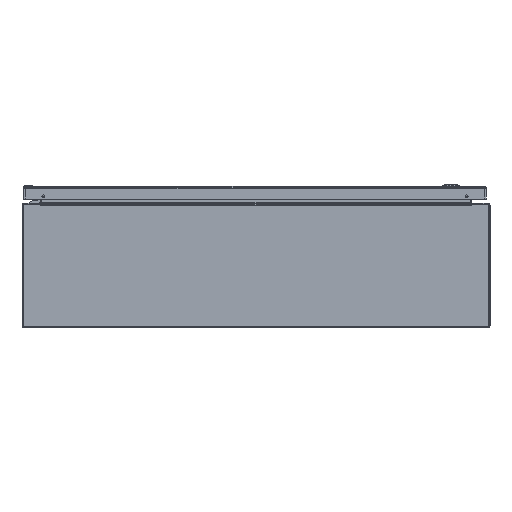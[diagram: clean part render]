
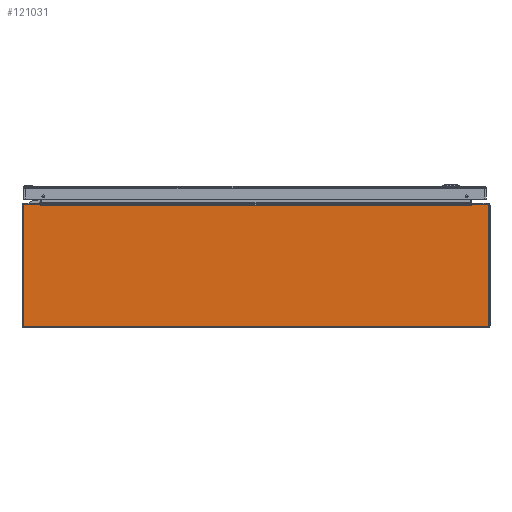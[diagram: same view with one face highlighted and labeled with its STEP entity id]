
A CAD part, front view. The second image highlights one B-rep face of the part: STEP entity #121031.
In plain terms, the highlighted planar face has unit normal (0, -1, 0).
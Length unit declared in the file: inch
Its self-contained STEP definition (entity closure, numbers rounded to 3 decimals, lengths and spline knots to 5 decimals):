
#1326 = CARTESIAN_POINT ( 'NONE',  ( 13.81836, -24., 3.91 ) ) ;
#1996 = DIRECTION ( 'NONE',  ( 0., 1., 0. ) ) ;
#2360 = ORIENTED_EDGE ( 'NONE', *, *, #93179, .F. ) ;
#3709 = DIRECTION ( 'NONE',  ( 0., 0., -1. ) ) ;
#3908 = ORIENTED_EDGE ( 'NONE', *, *, #135205, .F. ) ;
#5101 = CARTESIAN_POINT ( 'NONE',  ( -14.857, -24., -3.937 ) ) ;
#5625 = DIRECTION ( 'NONE',  ( 0., 0., -1. ) ) ;
#6222 = EDGE_CURVE ( 'NONE', #36033, #112467, #27845, .T. ) ;
#6996 = ORIENTED_EDGE ( 'NONE', *, *, #74710, .F. ) ;
#8266 = CARTESIAN_POINT ( 'NONE',  ( -14.937, -24., -3.857 ) ) ;
#10266 = DIRECTION ( 'NONE',  ( 0.174, 0., -0.985 ) ) ;
#10354 = VECTOR ( 'NONE', #15638, 39.37008 ) ;
#11313 = DIRECTION ( 'NONE',  ( 0., 0., 1. ) ) ;
#11948 = AXIS2_PLACEMENT_3D ( 'NONE', #128966, #17001, #5625 ) ;
#12955 = CARTESIAN_POINT ( 'NONE',  ( -14.937, -24., 0. ) ) ;
#15638 = DIRECTION ( 'NONE',  ( -1., 0., 0. ) ) ;
#16027 = EDGE_CURVE ( 'NONE', #132683, #44433, #87293, .T. ) ;
#17001 = DIRECTION ( 'NONE',  ( 0., 1., 0. ) ) ;
#17040 = VERTEX_POINT ( 'NONE', #70725 ) ;
#19629 = CARTESIAN_POINT ( 'NONE',  ( -14.857, -24., -3.857 ) ) ;
#20305 = VERTEX_POINT ( 'NONE', #150669 ) ;
#23830 = EDGE_CURVE ( 'NONE', #92943, #36033, #96466, .T. ) ;
#23851 = DIRECTION ( 'NONE',  ( 1., 0., 0. ) ) ;
#24015 = VECTOR ( 'NONE', #11313, 39.37008 ) ;
#24770 = CIRCLE ( 'NONE', #133511, 0.08 ) ;
#26516 = VERTEX_POINT ( 'NONE', #8266 ) ;
#27839 = CARTESIAN_POINT ( 'NONE',  ( -13.798, -24., 3.883 ) ) ;
#27845 = LINE ( 'NONE', #78111, #10354 ) ;
#28284 = ORIENTED_EDGE ( 'NONE', *, *, #160119, .F. ) ;
#32525 = CIRCLE ( 'NONE', #53265, 0.08 ) ;
#35300 = ORIENTED_EDGE ( 'NONE', *, *, #6222, .T. ) ;
#36033 = VERTEX_POINT ( 'NONE', #149575 ) ;
#36108 = DIRECTION ( 'NONE',  ( 0., -1., 0. ) ) ;
#39910 = DIRECTION ( 'NONE',  ( 1., 0., 0. ) ) ;
#40160 = AXIS2_PLACEMENT_3D ( 'NONE', #97740, #36108, #69452 ) ;
#43595 = EDGE_CURVE ( 'NONE', #20305, #82612, #62627, .T. ) ;
#44433 = VERTEX_POINT ( 'NONE', #137990 ) ;
#48460 = VERTEX_POINT ( 'NONE', #134811 ) ;
#48520 = ORIENTED_EDGE ( 'NONE', *, *, #153105, .F. ) ;
#49490 = VERTEX_POINT ( 'NONE', #5101 ) ;
#53265 = AXIS2_PLACEMENT_3D ( 'NONE', #140683, #1996, #139907 ) ;
#57312 = EDGE_CURVE ( 'NONE', #112467, #82612, #76100, .T. ) ;
#58936 = CARTESIAN_POINT ( 'NONE',  ( -14.857, -24., 3.937 ) ) ;
#60153 = AXIS2_PLACEMENT_3D ( 'NONE', #74152, #154180, #103092 ) ;
#62627 = LINE ( 'NONE', #139703, #78641 ) ;
#68405 = VERTEX_POINT ( 'NONE', #78110 ) ;
#69452 = DIRECTION ( 'NONE',  ( 0., 0., -1. ) ) ;
#70725 = CARTESIAN_POINT ( 'NONE',  ( -13.82312, -24., 3.937 ) ) ;
#71753 = ORIENTED_EDGE ( 'NONE', *, *, #150299, .F. ) ;
#71962 = LINE ( 'NONE', #121458, #91820 ) ;
#74152 = CARTESIAN_POINT ( 'NONE',  ( -14.857, -24., 3.857 ) ) ;
#74710 = EDGE_CURVE ( 'NONE', #92943, #119905, #140393, .T. ) ;
#76033 = ORIENTED_EDGE ( 'NONE', *, *, #152670, .F. ) ;
#76100 = LINE ( 'NONE', #140184, #104630 ) ;
#76275 = CARTESIAN_POINT ( 'NONE',  ( 14.857, -24., 3.937 ) ) ;
#76276 = VECTOR ( 'NONE', #136828, 39.37008 ) ;
#78110 = CARTESIAN_POINT ( 'NONE',  ( 14.857, -24., -3.937 ) ) ;
#78111 = CARTESIAN_POINT ( 'NONE',  ( 13.80579, -24., 3.883 ) ) ;
#78641 = VECTOR ( 'NONE', #39910, 39.37008 ) ;
#79396 = CIRCLE ( 'NONE', #11948, 0.08 ) ;
#79526 = CARTESIAN_POINT ( 'NONE',  ( 0., -24., 3.937 ) ) ;
#81462 = VECTOR ( 'NONE', #154149, 39.37008 ) ;
#82430 = ORIENTED_EDGE ( 'NONE', *, *, #99172, .F. ) ;
#82612 = VERTEX_POINT ( 'NONE', #27839 ) ;
#85771 = EDGE_LOOP ( 'NONE', ( #71753, #76033, #48520, #82430, #3908, #98761, #130484, #28284, #6996, #115188, #35300, #119838, #108681, #2360 ) ) ;
#87293 = LINE ( 'NONE', #112418, #153907 ) ;
#87569 = DIRECTION ( 'NONE',  ( -1., 0., 0. ) ) ;
#91820 = VECTOR ( 'NONE', #10266, 39.37008 ) ;
#92943 = VERTEX_POINT ( 'NONE', #118274 ) ;
#93179 = EDGE_CURVE ( 'NONE', #17040, #20305, #71962, .T. ) ;
#95629 = CARTESIAN_POINT ( 'NONE',  ( 14.937, -24., 3.857 ) ) ;
#96466 = LINE ( 'NONE', #1326, #76276 ) ;
#97740 = CARTESIAN_POINT ( 'NONE',  ( 0., -24., 0. ) ) ;
#98504 = CARTESIAN_POINT ( 'NONE',  ( 0., -24., 3.937 ) ) ;
#98761 = ORIENTED_EDGE ( 'NONE', *, *, #123048, .F. ) ;
#99172 = EDGE_CURVE ( 'NONE', #49490, #26516, #24770, .T. ) ;
#103092 = DIRECTION ( 'NONE',  ( 0., 0., -1. ) ) ;
#104630 = VECTOR ( 'NONE', #125595, 39.37008 ) ;
#106505 = VECTOR ( 'NONE', #23851, 39.37008 ) ;
#108681 = ORIENTED_EDGE ( 'NONE', *, *, #43595, .F. ) ;
#112418 = CARTESIAN_POINT ( 'NONE',  ( 14.937, -24., 0. ) ) ;
#112467 = VERTEX_POINT ( 'NONE', #116416 ) ;
#112711 = LINE ( 'NONE', #124877, #140972 ) ;
#113381 = VERTEX_POINT ( 'NONE', #58936 ) ;
#115188 = ORIENTED_EDGE ( 'NONE', *, *, #23830, .T. ) ;
#116416 = CARTESIAN_POINT ( 'NONE',  ( 13.798, -24., 3.883 ) ) ;
#118274 = CARTESIAN_POINT ( 'NONE',  ( 13.82312, -24., 3.937 ) ) ;
#119838 = ORIENTED_EDGE ( 'NONE', *, *, #57312, .T. ) ;
#119905 = VERTEX_POINT ( 'NONE', #76275 ) ;
#121031 = ADVANCED_FACE ( 'NONE', ( #156198 ), #121311, .T. ) ;
#121311 = PLANE ( 'NONE',  #40160 ) ;
#121458 = CARTESIAN_POINT ( 'NONE',  ( -13.81836, -24., 3.91 ) ) ;
#123048 = EDGE_CURVE ( 'NONE', #44433, #68405, #79396, .T. ) ;
#124877 = CARTESIAN_POINT ( 'NONE',  ( 0., -24., -3.937 ) ) ;
#125595 = DIRECTION ( 'NONE',  ( -1., 0., 0. ) ) ;
#127582 = CIRCLE ( 'NONE', #60153, 0.08 ) ;
#128966 = CARTESIAN_POINT ( 'NONE',  ( 14.857, -24., -3.857 ) ) ;
#129203 = DIRECTION ( 'NONE',  ( 0., 0., -1. ) ) ;
#130484 = ORIENTED_EDGE ( 'NONE', *, *, #16027, .F. ) ;
#132683 = VERTEX_POINT ( 'NONE', #95629 ) ;
#133511 = AXIS2_PLACEMENT_3D ( 'NONE', #19629, #142956, #129203 ) ;
#134679 = LINE ( 'NONE', #12955, #24015 ) ;
#134811 = CARTESIAN_POINT ( 'NONE',  ( -14.937, -24., 3.857 ) ) ;
#135205 = EDGE_CURVE ( 'NONE', #68405, #49490, #112711, .T. ) ;
#136828 = DIRECTION ( 'NONE',  ( -0.174, 0., -0.985 ) ) ;
#137990 = CARTESIAN_POINT ( 'NONE',  ( 14.937, -24., -3.857 ) ) ;
#139703 = CARTESIAN_POINT ( 'NONE',  ( -13.80579, -24., 3.883 ) ) ;
#139907 = DIRECTION ( 'NONE',  ( 0., 0., -1. ) ) ;
#140184 = CARTESIAN_POINT ( 'NONE',  ( 0., -24., 3.883 ) ) ;
#140393 = LINE ( 'NONE', #79526, #81462 ) ;
#140683 = CARTESIAN_POINT ( 'NONE',  ( 14.857, -24., 3.857 ) ) ;
#140972 = VECTOR ( 'NONE', #87569, 39.37008 ) ;
#142447 = LINE ( 'NONE', #98504, #106505 ) ;
#142956 = DIRECTION ( 'NONE',  ( 0., 1., 0. ) ) ;
#149575 = CARTESIAN_POINT ( 'NONE',  ( 13.8136, -24., 3.883 ) ) ;
#150299 = EDGE_CURVE ( 'NONE', #113381, #17040, #142447, .T. ) ;
#150669 = CARTESIAN_POINT ( 'NONE',  ( -13.8136, -24., 3.883 ) ) ;
#152670 = EDGE_CURVE ( 'NONE', #48460, #113381, #127582, .T. ) ;
#153105 = EDGE_CURVE ( 'NONE', #26516, #48460, #134679, .T. ) ;
#153907 = VECTOR ( 'NONE', #3709, 39.37008 ) ;
#154149 = DIRECTION ( 'NONE',  ( 1., 0., 0. ) ) ;
#154180 = DIRECTION ( 'NONE',  ( 0., 1., 0. ) ) ;
#156198 = FACE_OUTER_BOUND ( 'NONE', #85771, .T. ) ;
#160119 = EDGE_CURVE ( 'NONE', #119905, #132683, #32525, .T. ) ;
